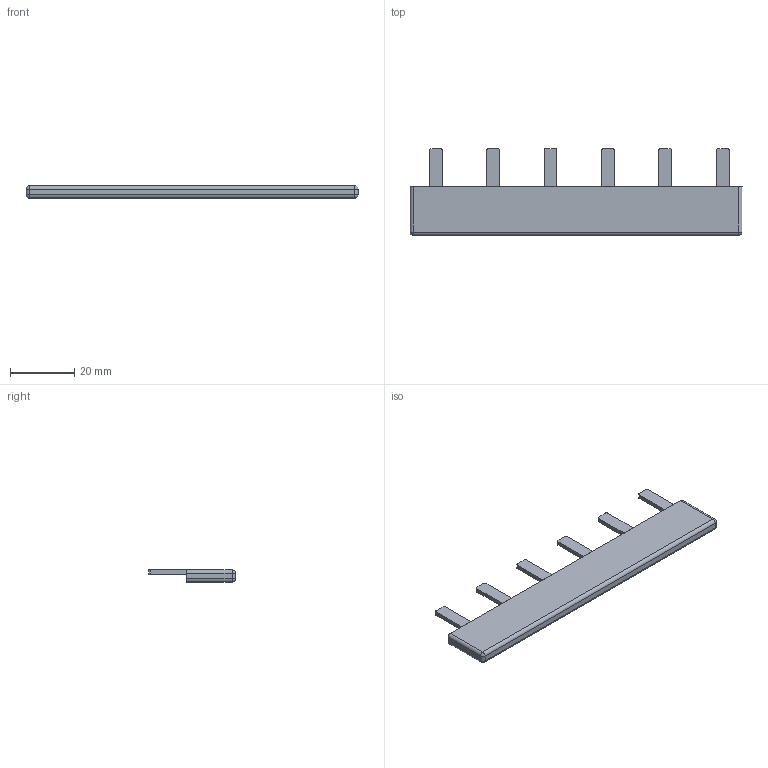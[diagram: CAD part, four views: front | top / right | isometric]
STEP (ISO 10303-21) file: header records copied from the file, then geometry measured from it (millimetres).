
FILE_DESCRIPTION(('STEP AP214'),'1');
FILE_NAME('cctmp_548DE915-AD8D-402D-8269-7340A5845DA0_2025_10_07_15_51_51_0561..stp','2025-10-07T13:51:51',('SIEMENS A&D'),('CADClick - www.CADClick.com'),'Spatial InterOp 3D',' ','unknown authorization');
FILE_SCHEMA(('AUTOMOTIVE_DESIGN'));
Length unit declared in the file: millimetre
Products named in the file (8): cc_unnamed; 2025_10_07_15_51_51_0546; 2025_10_07_15_51_51_0514; 2025_10_07_15_51_51_0482; 2025_10_07_15_51_51_0451; 2025_10_07_15_51_51_0419; 2025_10_07_15_51_51_0387; 2025_10_07_15_51_51_0356
Assembly tree (7 placements, depth 2):
  cc_unnamed
    2025_10_07_15_51_51_0546
    2025_10_07_15_51_51_0514
    2025_10_07_15_51_51_0482
    2025_10_07_15_51_51_0451
    2025_10_07_15_51_51_0419
    2025_10_07_15_51_51_0387
    2025_10_07_15_51_51_0356
Bounding box: 103 x 26.9 x 3.8 mm (x, y, z)
Volume: 6255.3 mm3; surface area: 4712.2 mm2
Topology: 7 solids, 7 shells, 66 faces, 148 edges, 92 vertices
Faces by surface type: plane 42, cylinder 20, sphere 4
Entity records: 2545 total; most frequent: DIRECTION 332, CARTESIAN_POINT 310, ORIENTED_EDGE 288, EDGE_CURVE 144, AXIS2_PLACEMENT_3D 114, LINE 104, VECTOR 104, VERTEX_POINT 92
